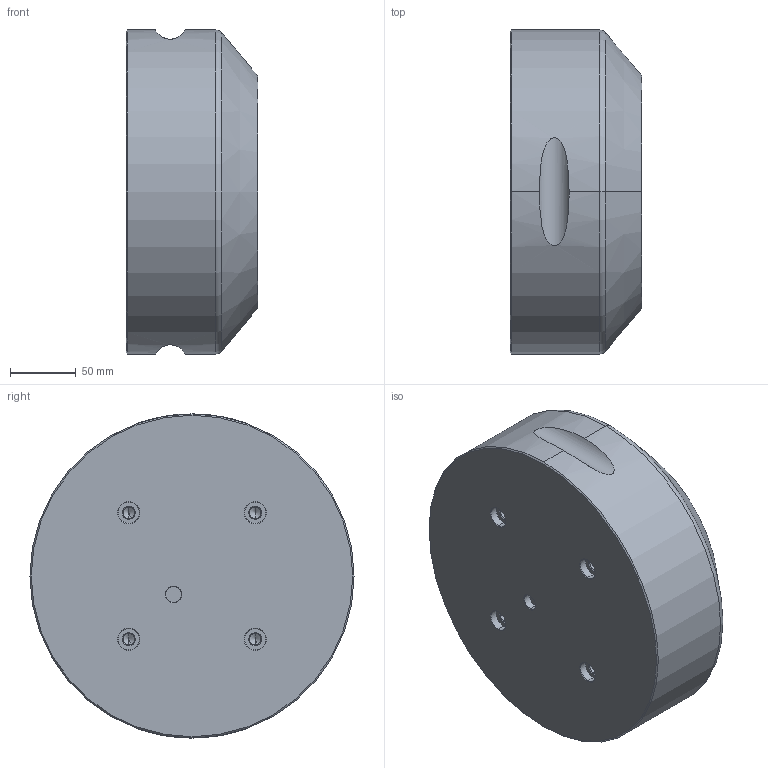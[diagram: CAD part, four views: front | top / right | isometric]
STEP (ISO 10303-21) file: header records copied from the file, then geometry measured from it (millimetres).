
FILE_DESCRIPTION (( 'STEP AP203' ), '1' );
FILE_NAME ('200165.STEP', '2017-08-01T17:35:41', ( '' ), ( '' ), 'SwSTEP 2.0', 'SolidWorks 2017', '' );
FILE_SCHEMA (( 'CONFIG_CONTROL_DESIGN' ));
Length unit declared in the file: millimetre
Products named in the file (1): 200165
Bounding box: 100 x 246 x 246 mm (x, y, z)
Volume: 4357423.1 mm3; surface area: 165279.2 mm2
Topology: 1 solids, 1 shells, 128 faces, 277 edges, 152 vertices
Faces by surface type: cone 66, cylinder 47, plane 13, torus 2
Entity records: 3654 total; most frequent: CARTESIAN_POINT 812, DIRECTION 647, ORIENTED_EDGE 514, AXIS2_PLACEMENT_3D 267, EDGE_CURVE 257, VERTEX_POINT 152, EDGE_LOOP 149, CIRCLE 138
